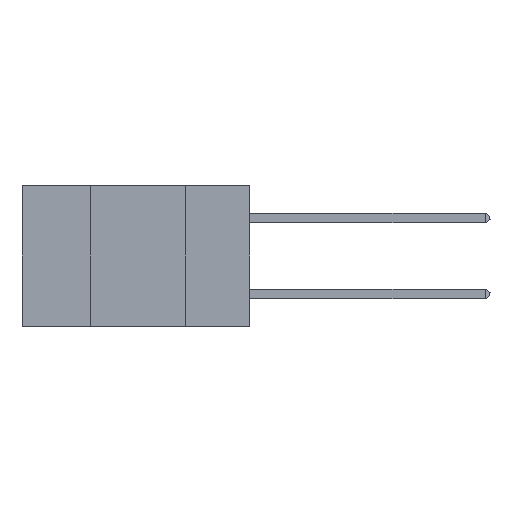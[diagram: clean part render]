
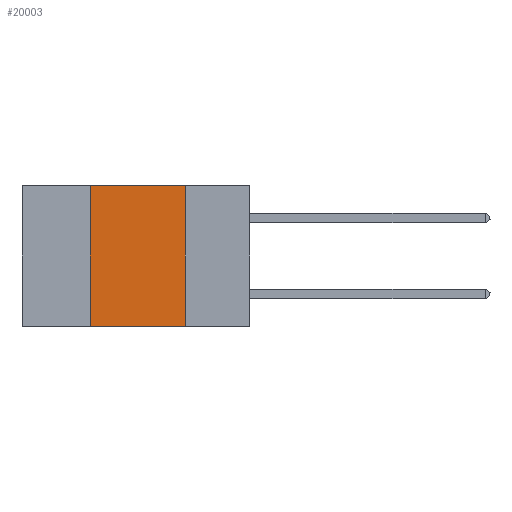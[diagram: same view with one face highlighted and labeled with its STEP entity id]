
A CAD part, left-side view. The second image highlights one B-rep face of the part: STEP entity #20003.
In plain terms, the highlighted planar face has unit normal (-1, 0, 0).
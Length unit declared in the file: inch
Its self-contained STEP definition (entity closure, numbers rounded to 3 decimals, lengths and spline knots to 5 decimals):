
#1223 = CARTESIAN_POINT ( 'NONE',  ( 0., 0.6, -0.37 ) ) ;
#2579 = CARTESIAN_POINT ( 'NONE',  ( 0., 0.17, 0. ) ) ;
#2731 = LINE ( 'NONE', #3334, #14072 ) ;
#2897 = CARTESIAN_POINT ( 'NONE',  ( 0., 0.42, 0. ) ) ;
#3334 = CARTESIAN_POINT ( 'NONE',  ( 0., 0.42, 0. ) ) ;
#4589 = DIRECTION ( 'NONE',  ( 0., 0., 1. ) ) ;
#5011 = CARTESIAN_POINT ( 'NONE',  ( 0., 0.42, -0.37 ) ) ;
#5410 = LINE ( 'NONE', #2579, #17497 ) ;
#6096 = FACE_OUTER_BOUND ( 'NONE', #28403, .T. ) ;
#6404 = EDGE_CURVE ( 'NONE', #16160, #16246, #2731, .T. ) ;
#9930 = LINE ( 'NONE', #1223, #21301 ) ;
#10508 = VECTOR ( 'NONE', #18892, 39.37008 ) ;
#10860 = PLANE ( 'NONE',  #22881 ) ;
#12622 = EDGE_CURVE ( 'NONE', #16160, #25640, #9930, .T. ) ;
#13129 = DIRECTION ( 'NONE',  ( 1., 0., 0. ) ) ;
#13624 = CARTESIAN_POINT ( 'NONE',  ( 0., 0.17, 0. ) ) ;
#14072 = VECTOR ( 'NONE', #4589, 39.37008 ) ;
#14864 = EDGE_CURVE ( 'NONE', #16246, #27630, #16600, .T. ) ;
#16160 = VERTEX_POINT ( 'NONE', #5011 ) ;
#16246 = VERTEX_POINT ( 'NONE', #2897 ) ;
#16317 = ORIENTED_EDGE ( 'NONE', *, *, #19548, .F. ) ;
#16600 = LINE ( 'NONE', #25528, #10508 ) ;
#16747 = CARTESIAN_POINT ( 'NONE',  ( 0., 0.17, -0.37 ) ) ;
#17341 = ORIENTED_EDGE ( 'NONE', *, *, #14864, .F. ) ;
#17476 = ORIENTED_EDGE ( 'NONE', *, *, #6404, .F. ) ;
#17497 = VECTOR ( 'NONE', #18514, 39.37008 ) ;
#17766 = ORIENTED_EDGE ( 'NONE', *, *, #12622, .T. ) ;
#18514 = DIRECTION ( 'NONE',  ( 0., 0., -1. ) ) ;
#18892 = DIRECTION ( 'NONE',  ( 0., -1., 0. ) ) ;
#19399 = DIRECTION ( 'NONE',  ( 0., -1., 0. ) ) ;
#19548 = EDGE_CURVE ( 'NONE', #27630, #25640, #5410, .T. ) ;
#20003 = ADVANCED_FACE ( 'NONE', ( #6096 ), #10860, .F. ) ;
#21301 = VECTOR ( 'NONE', #19399, 39.37008 ) ;
#22881 = AXIS2_PLACEMENT_3D ( 'NONE', #26589, #13129, #28779 ) ;
#25528 = CARTESIAN_POINT ( 'NONE',  ( 0., 0.6, 0. ) ) ;
#25640 = VERTEX_POINT ( 'NONE', #16747 ) ;
#26589 = CARTESIAN_POINT ( 'NONE',  ( 0., 0.6, 0. ) ) ;
#27630 = VERTEX_POINT ( 'NONE', #13624 ) ;
#28403 = EDGE_LOOP ( 'NONE', ( #16317, #17341, #17476, #17766 ) ) ;
#28779 = DIRECTION ( 'NONE',  ( 0., 0., -1. ) ) ;
